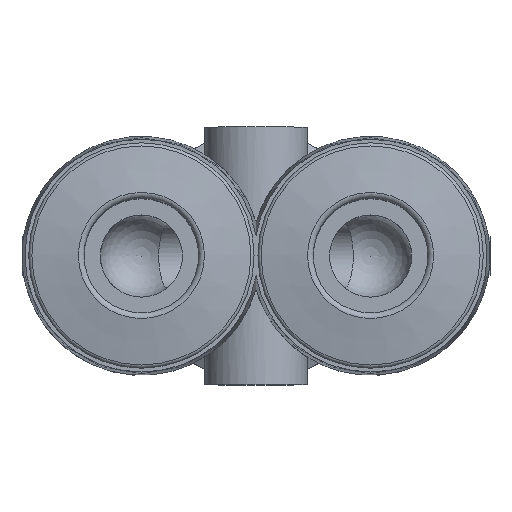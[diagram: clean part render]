
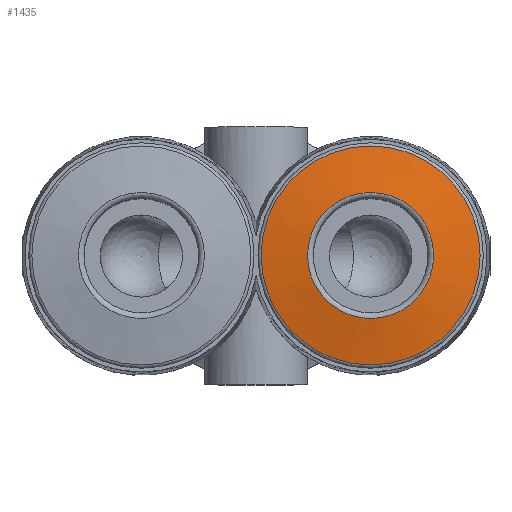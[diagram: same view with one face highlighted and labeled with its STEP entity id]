
A CAD part, top view. The second image highlights one B-rep face of the part: STEP entity #1435.
In plain terms, the highlighted conical face has half-angle 80 degrees and reference radius 5.735 mm.
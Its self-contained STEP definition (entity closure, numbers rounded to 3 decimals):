
#39=CONICAL_SURFACE('',#1616,5.735,1.396);
#221=CIRCLE('',#1615,5.735);
#222=CIRCLE('',#1617,3.3);
#452=ORIENTED_EDGE('',*,*,#784,.F.);
#453=ORIENTED_EDGE('',*,*,#783,.T.);
#783=EDGE_CURVE('',#943,#943,#221,.T.);
#784=EDGE_CURVE('',#944,#944,#222,.T.);
#943=VERTEX_POINT('',#2654);
#944=VERTEX_POINT('',#2657);
#1098=EDGE_LOOP('',(#452));
#1099=EDGE_LOOP('',(#453));
#1258=FACE_BOUND('',#1098,.T.);
#1259=FACE_BOUND('',#1099,.T.);
#1435=ADVANCED_FACE('',(#1258,#1259),#39,.T.);
#1615=AXIS2_PLACEMENT_3D('',#2653,#1953,#1954);
#1616=AXIS2_PLACEMENT_3D('',#2655,#1955,#1956);
#1617=AXIS2_PLACEMENT_3D('',#2656,#1957,#1958);
#1953=DIRECTION('',(0.,0.,1.));
#1954=DIRECTION('',(1.,0.,0.));
#1955=DIRECTION('',(0.,0.,-1.));
#1956=DIRECTION('',(-1.,0.,0.));
#1957=DIRECTION('',(0.,0.,1.));
#1958=DIRECTION('',(1.,0.,0.));
#2653=CARTESIAN_POINT('',(6.,0.,15.471));
#2654=CARTESIAN_POINT('',(11.735,0.,15.471));
#2655=CARTESIAN_POINT('',(6.,0.,15.471));
#2656=CARTESIAN_POINT('',(6.,0.,15.9));
#2657=CARTESIAN_POINT('',(9.3,0.,15.9));
